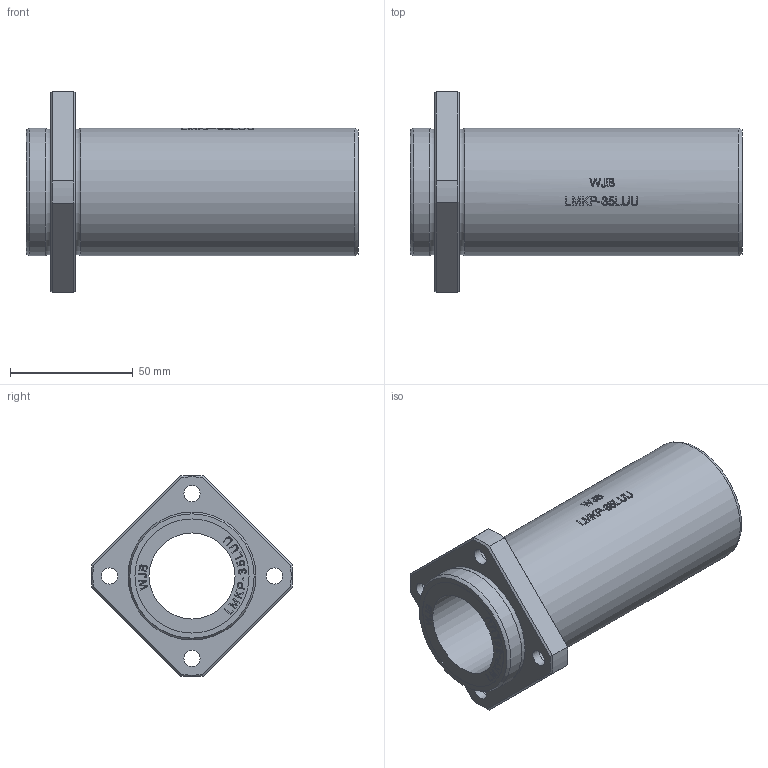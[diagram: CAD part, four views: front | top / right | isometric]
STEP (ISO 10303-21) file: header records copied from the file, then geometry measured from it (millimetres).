
FILE_DESCRIPTION(/* description */ (''),/* implementation_level */ '2;1');
FILE_NAME(/* name */ 'WJB-LMKP-35LUU.stp',/* time_stamp */ '2019-01-27T12:31:09+08:00',/* author */ (''),/* organization */ (''),/* preprocessor_version */ 'ST-DEVELOPER v11',/* originating_system */ 'SIEMENS UGS NX 6.0',/* authorisation */ '');
FILE_SCHEMA (('AUTOMOTIVE_DESIGN { 1 0 10303 214 1 1 1 1 }'));
Length unit declared in the file: millimetre
Products named in the file (1): ROCKE321z17q
Bounding box: 135 x 81.94 x 81.94 mm (x, y, z)
Volume: 172123.5 mm3; surface area: 44524.6 mm2
Topology: 1 solids, 1 shells, 417 faces, 1057 edges, 698 vertices
Faces by surface type: plane 270, extrusion 102, cylinder 33, cone 8, torus 4
Full cylindrical faces by diameter (mm): 6.6 x4, 11 x4, 35 x1, 46.4 x2, 52 x2
Entity records: 15752 total; most frequent: CARTESIAN_POINT 6338, ORIENTED_EDGE 2080, DIRECTION 1518, EDGE_CURVE 1040, VERTEX_POINT 698, VECTOR 630, LINE 528, EDGE_LOOP 500
